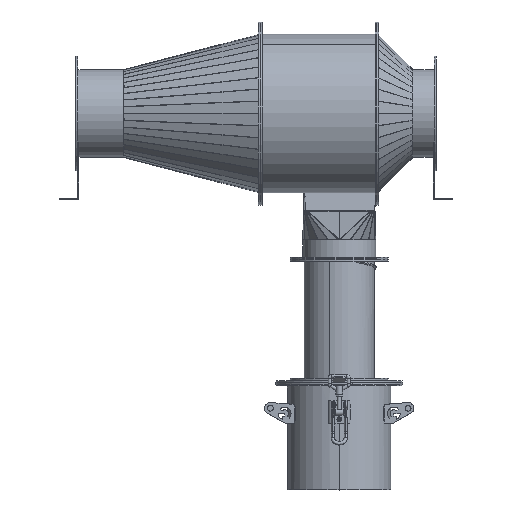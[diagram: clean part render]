
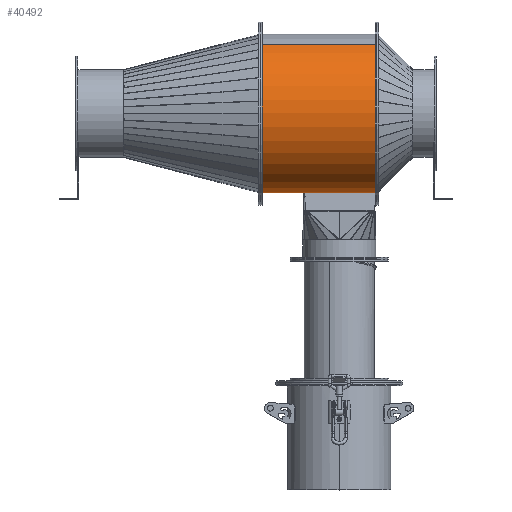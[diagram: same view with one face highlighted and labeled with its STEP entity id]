
A CAD part, top view. The second image highlights one B-rep face of the part: STEP entity #40492.
In plain terms, the highlighted cylindrical face has radius 166.5 mm (diameter 333 mm), a partial arc.
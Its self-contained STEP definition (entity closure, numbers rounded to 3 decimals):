
#717 = EDGE_LOOP ( 'NONE', ( #25432, #3876, #44786, #19435 ) ) ;
#1207 = CIRCLE ( 'NONE', #12521, 166.5 ) ;
#3876 = ORIENTED_EDGE ( 'NONE', *, *, #39795, .T. ) ;
#5083 = CARTESIAN_POINT ( 'NONE',  ( 0., 0., 0. ) ) ;
#9788 = AXIS2_PLACEMENT_3D ( 'NONE', #43959, #15237, #23434 ) ;
#10168 = CARTESIAN_POINT ( 'NONE',  ( -83.236, 244.5, -144.201 ) ) ;
#11216 = CARTESIAN_POINT ( 'NONE',  ( -0.252, 244.5, 166.5 ) ) ;
#12521 = AXIS2_PLACEMENT_3D ( 'NONE', #42755, #24142, #38544 ) ;
#14269 = CARTESIAN_POINT ( 'NONE',  ( -0.252, 244.5, 166.5 ) ) ;
#14482 = EDGE_CURVE ( 'NONE', #22581, #21426, #1207, .T. ) ;
#15237 = DIRECTION ( 'NONE',  ( 0., -1., 0. ) ) ;
#16770 = LINE ( 'NONE', #10168, #28151 ) ;
#18061 = VERTEX_POINT ( 'NONE', #37364 ) ;
#19435 = ORIENTED_EDGE ( 'NONE', *, *, #14482, .F. ) ;
#21426 = VERTEX_POINT ( 'NONE', #14269 ) ;
#22492 = EDGE_CURVE ( 'NONE', #18061, #22581, #16770, .T. ) ;
#22581 = VERTEX_POINT ( 'NONE', #28516 ) ;
#22901 = VECTOR ( 'NONE', #44171, 1000. ) ;
#23434 = DIRECTION ( 'NONE',  ( 0., 0., -1. ) ) ;
#24142 = DIRECTION ( 'NONE',  ( 0., 1., 0. ) ) ;
#25432 = ORIENTED_EDGE ( 'NONE', *, *, #22492, .F. ) ;
#25872 = EDGE_CURVE ( 'NONE', #21426, #46036, #33572, .T. ) ;
#27451 = DIRECTION ( 'NONE',  ( 0., 1., 0. ) ) ;
#28151 = VECTOR ( 'NONE', #41736, 1000. ) ;
#28516 = CARTESIAN_POINT ( 'NONE',  ( -83.236, 244.5, -144.201 ) ) ;
#33360 = FACE_OUTER_BOUND ( 'NONE', #717, .T. ) ;
#33572 = LINE ( 'NONE', #11216, #22901 ) ;
#33818 = DIRECTION ( 'NONE',  ( 1., 0., 0. ) ) ;
#37364 = CARTESIAN_POINT ( 'NONE',  ( -83.236, 0., -144.201 ) ) ;
#37591 = CYLINDRICAL_SURFACE ( 'NONE', #9788, 166.5 ) ;
#38019 = CARTESIAN_POINT ( 'NONE',  ( -0.252, 0., 166.5 ) ) ;
#38544 = DIRECTION ( 'NONE',  ( 1., 0., 0. ) ) ;
#39793 = CIRCLE ( 'NONE', #44291, 166.5 ) ;
#39795 = EDGE_CURVE ( 'NONE', #18061, #46036, #39793, .T. ) ;
#40492 = ADVANCED_FACE ( 'NONE', ( #33360 ), #37591, .T. ) ;
#41736 = DIRECTION ( 'NONE',  ( 0., 1., 0. ) ) ;
#42755 = CARTESIAN_POINT ( 'NONE',  ( 0., 244.5, 0. ) ) ;
#43959 = CARTESIAN_POINT ( 'NONE',  ( 0., 244.5, 0. ) ) ;
#44171 = DIRECTION ( 'NONE',  ( 0., -1., 0. ) ) ;
#44291 = AXIS2_PLACEMENT_3D ( 'NONE', #5083, #27451, #33818 ) ;
#44786 = ORIENTED_EDGE ( 'NONE', *, *, #25872, .F. ) ;
#46036 = VERTEX_POINT ( 'NONE', #38019 ) ;
